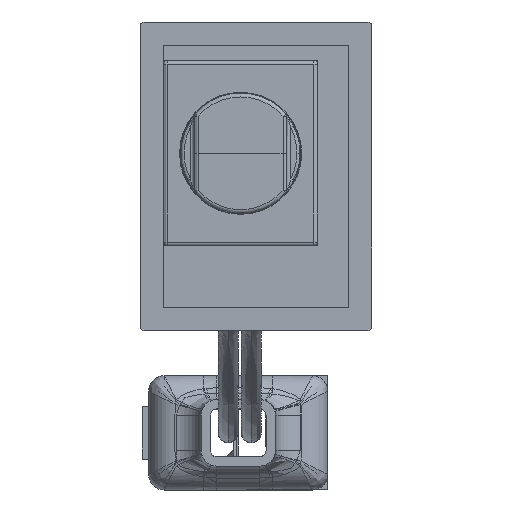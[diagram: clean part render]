
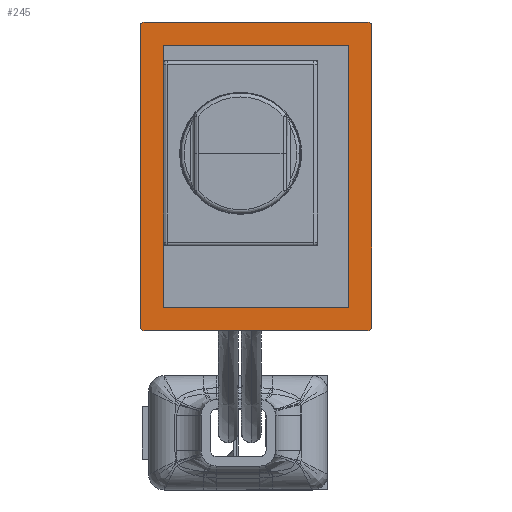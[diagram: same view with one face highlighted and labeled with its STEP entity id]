
A CAD part, left-side view. The second image highlights one B-rep face of the part: STEP entity #245.
In plain terms, the highlighted planar face has unit normal (-1, 0, 0).
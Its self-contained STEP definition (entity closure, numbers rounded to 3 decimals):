
#109 = CARTESIAN_POINT ( 'NONE',  ( -20., 7.25, -9.75 ) ) ;
#143 = EDGE_CURVE ( 'NONE', #6245, #11255, #4562, .T. ) ;
#198 = DIRECTION ( 'NONE',  ( 0., -1., 0. ) ) ;
#245 = ADVANCED_FACE ( 'NONE', ( #12017, #2701 ), #4205, .T. ) ;
#415 = EDGE_CURVE ( 'NONE', #18742, #3803, #2673, .T. ) ;
#887 = VECTOR ( 'NONE', #3093, 1000. ) ;
#1069 = VERTEX_POINT ( 'NONE', #12078 ) ;
#1203 = EDGE_CURVE ( 'NONE', #3803, #6245, #3987, .T. ) ;
#1417 = DIRECTION ( 'NONE',  ( -1., 0., 0. ) ) ;
#2095 = CARTESIAN_POINT ( 'NONE',  ( -20., 7.25, -10. ) ) ;
#2673 = LINE ( 'NONE', #12974, #887 ) ;
#2701 = FACE_BOUND ( 'NONE', #12912, .T. ) ;
#3023 = CARTESIAN_POINT ( 'NONE',  ( -20., -7.5, -9.75 ) ) ;
#3069 = CIRCLE ( 'NONE', #19897, 0.25 ) ;
#3093 = DIRECTION ( 'NONE',  ( 0., 0., 1. ) ) ;
#3100 = DIRECTION ( 'NONE',  ( 0., 0., 1. ) ) ;
#3187 = VECTOR ( 'NONE', #4227, 1000. ) ;
#3449 = CARTESIAN_POINT ( 'NONE',  ( -20., 7.5, -9.75 ) ) ;
#3621 = VERTEX_POINT ( 'NONE', #6305 ) ;
#3719 = ORIENTED_EDGE ( 'NONE', *, *, #9794, .T. ) ;
#3743 = ORIENTED_EDGE ( 'NONE', *, *, #7467, .T. ) ;
#3777 = AXIS2_PLACEMENT_3D ( 'NONE', #18095, #16367, #3100 ) ;
#3803 = VERTEX_POINT ( 'NONE', #7898 ) ;
#3879 = AXIS2_PLACEMENT_3D ( 'NONE', #109, #8298, #13305 ) ;
#3987 = LINE ( 'NONE', #17380, #3187 ) ;
#4099 = CARTESIAN_POINT ( 'NONE',  ( -20., -7.5, 10. ) ) ;
#4205 = PLANE ( 'NONE',  #9580 ) ;
#4227 = DIRECTION ( 'NONE',  ( 0., -1., 0. ) ) ;
#4519 = CARTESIAN_POINT ( 'NONE',  ( -20., -7.25, 9.75 ) ) ;
#4562 = LINE ( 'NONE', #20448, #10472 ) ;
#4854 = EDGE_CURVE ( 'NONE', #17586, #12585, #15216, .T. ) ;
#5110 = EDGE_CURVE ( 'NONE', #11255, #18742, #20880, .T. ) ;
#5218 = CARTESIAN_POINT ( 'NONE',  ( -20., 7.5, 10. ) ) ;
#5834 = DIRECTION ( 'NONE',  ( 0., 0., -1. ) ) ;
#6245 = VERTEX_POINT ( 'NONE', #8155 ) ;
#6305 = CARTESIAN_POINT ( 'NONE',  ( -20., 7.25, 10. ) ) ;
#6365 = EDGE_CURVE ( 'NONE', #17586, #20606, #20862, .T. ) ;
#6865 = CARTESIAN_POINT ( 'NONE',  ( -20., 7.5, 9.75 ) ) ;
#6951 = ORIENTED_EDGE ( 'NONE', *, *, #7787, .F. ) ;
#7034 = AXIS2_PLACEMENT_3D ( 'NONE', #4519, #9268, #15933 ) ;
#7467 = EDGE_CURVE ( 'NONE', #3621, #12585, #3069, .T. ) ;
#7606 = DIRECTION ( 'NONE',  ( -1., 0., 0. ) ) ;
#7787 = EDGE_CURVE ( 'NONE', #3621, #12980, #15949, .T. ) ;
#7819 = DIRECTION ( 'NONE',  ( 0., 0., 1. ) ) ;
#7857 = CIRCLE ( 'NONE', #3777, 0.25 ) ;
#7898 = CARTESIAN_POINT ( 'NONE',  ( -20., 6., 8.5 ) ) ;
#8155 = CARTESIAN_POINT ( 'NONE',  ( -20., -6., 8.5 ) ) ;
#8298 = DIRECTION ( 'NONE',  ( -1., 0., 0. ) ) ;
#8843 = CARTESIAN_POINT ( 'NONE',  ( -20., -7.25, -10. ) ) ;
#8957 = ORIENTED_EDGE ( 'NONE', *, *, #5110, .T. ) ;
#8991 = ORIENTED_EDGE ( 'NONE', *, *, #15051, .F. ) ;
#9027 = DIRECTION ( 'NONE',  ( 0., 0., 1. ) ) ;
#9268 = DIRECTION ( 'NONE',  ( -1., 0., 0. ) ) ;
#9372 = CARTESIAN_POINT ( 'NONE',  ( -20., 0., -8.5 ) ) ;
#9580 = AXIS2_PLACEMENT_3D ( 'NONE', #14265, #7606, #7819 ) ;
#9791 = VERTEX_POINT ( 'NONE', #3023 ) ;
#9794 = EDGE_CURVE ( 'NONE', #11491, #9791, #7857, .T. ) ;
#9969 = CARTESIAN_POINT ( 'NONE',  ( -20., 7.25, 9.75 ) ) ;
#10108 = CARTESIAN_POINT ( 'NONE',  ( -20., -7.5, 10. ) ) ;
#10472 = VECTOR ( 'NONE', #18877, 1000. ) ;
#10811 = DIRECTION ( 'NONE',  ( 0., 1., 0. ) ) ;
#11097 = ORIENTED_EDGE ( 'NONE', *, *, #20954, .T. ) ;
#11255 = VERTEX_POINT ( 'NONE', #11863 ) ;
#11491 = VERTEX_POINT ( 'NONE', #8843 ) ;
#11863 = CARTESIAN_POINT ( 'NONE',  ( -20., -6., -8.5 ) ) ;
#12017 = FACE_OUTER_BOUND ( 'NONE', #18439, .T. ) ;
#12078 = CARTESIAN_POINT ( 'NONE',  ( -20., -7.5, 9.75 ) ) ;
#12109 = CARTESIAN_POINT ( 'NONE',  ( -20., -7.5, -10. ) ) ;
#12585 = VERTEX_POINT ( 'NONE', #6865 ) ;
#12912 = EDGE_LOOP ( 'NONE', ( #19942, #8957, #20385, #14312 ) ) ;
#12974 = CARTESIAN_POINT ( 'NONE',  ( -20., 6., 0. ) ) ;
#12980 = VERTEX_POINT ( 'NONE', #17836 ) ;
#13166 = VECTOR ( 'NONE', #9027, 1000. ) ;
#13305 = DIRECTION ( 'NONE',  ( 0., 0., 1. ) ) ;
#14265 = CARTESIAN_POINT ( 'NONE',  ( -20., 0., 0. ) ) ;
#14281 = CIRCLE ( 'NONE', #7034, 0.25 ) ;
#14312 = ORIENTED_EDGE ( 'NONE', *, *, #1203, .T. ) ;
#14502 = EDGE_CURVE ( 'NONE', #1069, #9791, #17756, .T. ) ;
#14614 = DIRECTION ( 'NONE',  ( 0., 0., 1. ) ) ;
#15051 = EDGE_CURVE ( 'NONE', #11491, #20606, #18316, .T. ) ;
#15216 = LINE ( 'NONE', #5218, #13166 ) ;
#15428 = VECTOR ( 'NONE', #5834, 1000. ) ;
#15933 = DIRECTION ( 'NONE',  ( 0., 0., 1. ) ) ;
#15949 = LINE ( 'NONE', #10108, #20843 ) ;
#16324 = ORIENTED_EDGE ( 'NONE', *, *, #4854, .F. ) ;
#16367 = DIRECTION ( 'NONE',  ( -1., 0., 0. ) ) ;
#16515 = VECTOR ( 'NONE', #10811, 1000. ) ;
#17380 = CARTESIAN_POINT ( 'NONE',  ( -20., 0., 8.5 ) ) ;
#17586 = VERTEX_POINT ( 'NONE', #3449 ) ;
#17756 = LINE ( 'NONE', #4099, #15428 ) ;
#17836 = CARTESIAN_POINT ( 'NONE',  ( -20., -7.25, 10. ) ) ;
#18089 = ORIENTED_EDGE ( 'NONE', *, *, #14502, .F. ) ;
#18095 = CARTESIAN_POINT ( 'NONE',  ( -20., -7.25, -9.75 ) ) ;
#18316 = LINE ( 'NONE', #12109, #21131 ) ;
#18439 = EDGE_LOOP ( 'NONE', ( #8991, #3719, #18089, #11097, #6951, #3743, #16324, #19616 ) ) ;
#18742 = VERTEX_POINT ( 'NONE', #20003 ) ;
#18877 = DIRECTION ( 'NONE',  ( 0., 0., -1. ) ) ;
#19616 = ORIENTED_EDGE ( 'NONE', *, *, #6365, .T. ) ;
#19897 = AXIS2_PLACEMENT_3D ( 'NONE', #9969, #1417, #14614 ) ;
#19942 = ORIENTED_EDGE ( 'NONE', *, *, #143, .T. ) ;
#20003 = CARTESIAN_POINT ( 'NONE',  ( -20., 6., -8.5 ) ) ;
#20385 = ORIENTED_EDGE ( 'NONE', *, *, #415, .T. ) ;
#20448 = CARTESIAN_POINT ( 'NONE',  ( -20., -6., 0. ) ) ;
#20508 = DIRECTION ( 'NONE',  ( 0., 1., 0. ) ) ;
#20606 = VERTEX_POINT ( 'NONE', #2095 ) ;
#20843 = VECTOR ( 'NONE', #198, 1000. ) ;
#20862 = CIRCLE ( 'NONE', #3879, 0.25 ) ;
#20880 = LINE ( 'NONE', #9372, #16515 ) ;
#20954 = EDGE_CURVE ( 'NONE', #1069, #12980, #14281, .T. ) ;
#21131 = VECTOR ( 'NONE', #20508, 1000. ) ;
